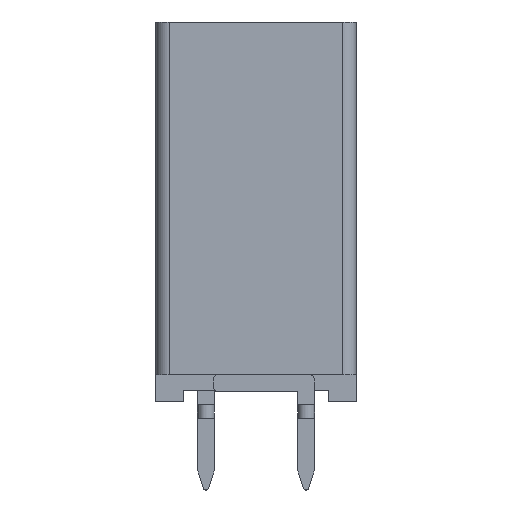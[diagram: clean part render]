
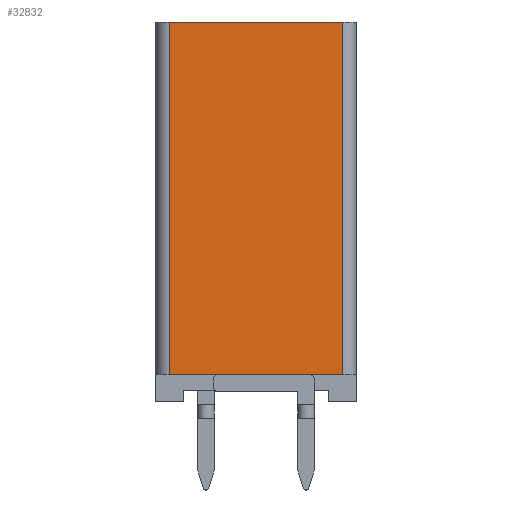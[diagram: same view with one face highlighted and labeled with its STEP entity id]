
A CAD part, left-side view. The second image highlights one B-rep face of the part: STEP entity #32832.
In plain terms, the highlighted planar face has unit normal (-1, 0, 0).
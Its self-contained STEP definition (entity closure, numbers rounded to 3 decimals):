
#32832=ADVANCED_FACE('',(#33351),#33385,.F.);
#33351=FACE_OUTER_BOUND('',#33352,.T.);
#33352=EDGE_LOOP('',(#33353,#33354,#33355,#33356));
#33353=ORIENTED_EDGE('',*,*,#33357,.F.);
#33354=ORIENTED_EDGE('',*,*,#33366,.T.);
#33355=ORIENTED_EDGE('',*,*,#33373,.F.);
#33356=ORIENTED_EDGE('',*,*,#33380,.T.);
#33357=EDGE_CURVE('',#33362,#33363,#33358,.T.);
#33358=LINE('',#33359,#33360);
#33359=CARTESIAN_POINT('',(-34.418,8.782,
   1.));
#33360=VECTOR('',#33361,1.);
#33361=DIRECTION('',(0.,1.,0.));
#33362=VERTEX_POINT('',#33364);
#33363=VERTEX_POINT('',#33365);
#33364=CARTESIAN_POINT('',(-34.418,1.782,
   1.));
#33365=CARTESIAN_POINT('',(-34.418,8.282,
   1.));
#33366=EDGE_CURVE('',#33362,#33371,#33367,.F.);
#33367=LINE('',#33368,#33369);
#33368=CARTESIAN_POINT('',(-34.418,1.782,
   14.2));
#33369=VECTOR('',#33370,1.);
#33370=DIRECTION('',(0.,0.,-1.));
#33371=VERTEX_POINT('',#33372);
#33372=CARTESIAN_POINT('',(-34.418,1.782,
   14.2));
#33373=EDGE_CURVE('',#33378,#33371,#33374,.T.);
#33374=LINE('',#33375,#33376);
#33375=CARTESIAN_POINT('',(-34.418,8.782,
   14.2));
#33376=VECTOR('',#33377,1.);
#33377=DIRECTION('',(0.,-1.,0.));
#33378=VERTEX_POINT('',#33379);
#33379=CARTESIAN_POINT('',(-34.418,8.282,
   14.2));
#33380=EDGE_CURVE('',#33378,#33363,#33381,.T.);
#33381=LINE('',#33382,#33383);
#33382=CARTESIAN_POINT('',(-34.418,8.282,
   14.2));
#33383=VECTOR('',#33384,1.);
#33384=DIRECTION('',(0.,0.,-1.));
#33385=PLANE('',#33386);
#33386=AXIS2_PLACEMENT_3D('',#33387,#33388,#33389);
#33387=CARTESIAN_POINT('',(-34.418,8.782,
   14.2));
#33388=DIRECTION('',(1.,0.,0.));
#33389=DIRECTION('',(0.,0.,-1.));
